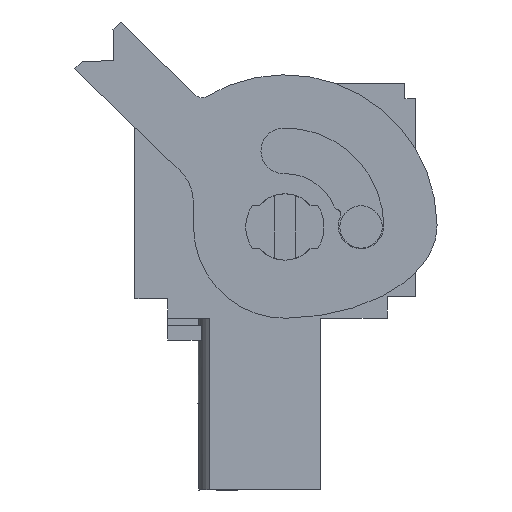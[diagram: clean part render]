
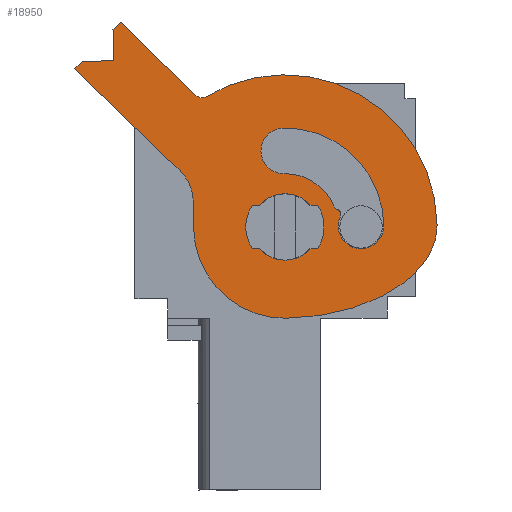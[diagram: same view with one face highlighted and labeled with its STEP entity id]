
A CAD part, left-side view. The second image highlights one B-rep face of the part: STEP entity #18950.
In plain terms, the highlighted planar face has unit normal (-1, 0, 0).
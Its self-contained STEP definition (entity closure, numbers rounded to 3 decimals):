
#18289=AXIS2_PLACEMENT_3D('Circle Axis2P3D',#18287,#18288,$) ;
#18492=AXIS2_PLACEMENT_3D('Circle Axis2P3D',#18490,#18491,$) ;
#18523=AXIS2_PLACEMENT_3D('Circle Axis2P3D',#18521,#18522,$) ;
#18676=AXIS2_PLACEMENT_3D('Circle Axis2P3D',#18674,#18675,$) ;
#18707=AXIS2_PLACEMENT_3D('Circle Axis2P3D',#18705,#18706,$) ;
#18731=AXIS2_PLACEMENT_3D('Circle Axis2P3D',#18729,#18730,$) ;
#18755=AXIS2_PLACEMENT_3D('Circle Axis2P3D',#18753,#18754,$) ;
#18779=AXIS2_PLACEMENT_3D('Circle Axis2P3D',#18777,#18778,$) ;
#18796=AXIS2_PLACEMENT_3D('Circle Axis2P3D',#18794,#18795,$) ;
#18813=AXIS2_PLACEMENT_3D('Circle Axis2P3D',#18811,#18812,$) ;
#18861=AXIS2_PLACEMENT_3D('Circle Axis2P3D',#18859,#18860,$) ;
#18917=AXIS2_PLACEMENT_3D('Plane Axis2P3D',#18914,#18915,#18916) ;
#18935=AXIS2_PLACEMENT_3D('Circle Axis2P3D',#18933,#18934,$) ;
#18284=CARTESIAN_POINT('Vertex',(0.5,6.999,13.625)) ;
#18287=CARTESIAN_POINT('Axis2P3D Location',(0.5,6.999,12.1)) ;
#18291=CARTESIAN_POINT('Vertex',(0.5,6.999,10.575)) ;
#18487=CARTESIAN_POINT('Vertex',(0.5,10.607,18.099)) ;
#18490=CARTESIAN_POINT('Axis2P3D Location',(0.5,6.999,12.1)) ;
#18494=CARTESIAN_POINT('Vertex',(0.5,0.,12.21)) ;
#18518=CARTESIAN_POINT('Vertex',(0.5,6.933,7.901)) ;
#18521=CARTESIAN_POINT('Axis2P3D Location',(0.5,6.999,12.1)) ;
#18525=CARTESIAN_POINT('Vertex',(0.5,11.198,12.034)) ;
#18549=CARTESIAN_POINT('Vertex',(0.5,16.66,19.374)) ;
#18552=CARTESIAN_POINT('Line Origine',(0.5,16.492,19.547)) ;
#18556=CARTESIAN_POINT('Vertex',(0.5,16.324,19.72)) ;
#18576=CARTESIAN_POINT('Line Origine',(0.5,15.605,19.732)) ;
#18580=CARTESIAN_POINT('Vertex',(0.5,14.886,19.743)) ;
#18600=CARTESIAN_POINT('Line Origine',(0.5,14.897,20.462)) ;
#18604=CARTESIAN_POINT('Vertex',(0.5,14.909,21.181)) ;
#18619=CARTESIAN_POINT('Line Origine',(0.5,14.741,21.355)) ;
#18623=CARTESIAN_POINT('Vertex',(0.5,14.573,21.528)) ;
#18643=CARTESIAN_POINT('Line Origine',(0.5,12.832,19.841)) ;
#18647=CARTESIAN_POINT('Vertex',(0.5,11.091,18.154)) ;
#18671=CARTESIAN_POINT('Vertex',(0.5,7.038,14.55)) ;
#18674=CARTESIAN_POINT('Axis2P3D Location',(0.5,6.999,12.1)) ;
#18678=CARTESIAN_POINT('Vertex',(0.5,4.727,13.018)) ;
#18702=CARTESIAN_POINT('Vertex',(0.5,4.583,12.897)) ;
#18705=CARTESIAN_POINT('Axis2P3D Location',(0.5,4.624,12.701)) ;
#18709=CARTESIAN_POINT('Vertex',(0.5,4.444,12.614)) ;
#18729=CARTESIAN_POINT('Axis2P3D Location',(0.5,4.542,13.093)) ;
#18750=CARTESIAN_POINT('Vertex',(0.5,7.071,16.649)) ;
#18753=CARTESIAN_POINT('Axis2P3D Location',(0.5,7.054,15.6)) ;
#18774=CARTESIAN_POINT('Vertex',(0.5,2.45,12.172)) ;
#18777=CARTESIAN_POINT('Axis2P3D Location',(0.5,6.999,12.1)) ;
#18794=CARTESIAN_POINT('Axis2P3D Location',(0.5,3.499,12.155)) ;
#18811=CARTESIAN_POINT('Axis2P3D Location',(0.5,10.813,18.442)) ;
#18832=CARTESIAN_POINT('Vertex',(0.5,11.826,14.689)) ;
#18835=CARTESIAN_POINT('Line Origine',(0.5,14.243,17.031)) ;
#18856=CARTESIAN_POINT('Vertex',(0.5,11.218,13.284)) ;
#18859=CARTESIAN_POINT('Axis2P3D Location',(0.5,13.218,13.253)) ;
#18876=CARTESIAN_POINT('Line Origine',(0.5,11.208,12.659)) ;
#18897=CARTESIAN_POINT('Control Point',(0.5,6.933,7.901)) ;
#18898=CARTESIAN_POINT('Control Point',(0.5,5.853,7.917)) ;
#18899=CARTESIAN_POINT('Control Point',(0.5,4.775,8.059)) ;
#18900=CARTESIAN_POINT('Control Point',(0.5,3.734,8.326)) ;
#18901=CARTESIAN_POINT('Control Point',(0.5,1.928,9.07)) ;
#18902=CARTESIAN_POINT('Control Point',(0.5,0.648,10.227)) ;
#18903=CARTESIAN_POINT('Control Point',(0.5,0.205,10.857)) ;
#18904=CARTESIAN_POINT('Control Point',(0.5,-0.011,11.535)) ;
#18905=CARTESIAN_POINT('Control Point',(0.5,0.,12.21)) ;
#18914=CARTESIAN_POINT('Axis2P3D Location',(0.5,8.399,24.2)) ;
#18933=CARTESIAN_POINT('Axis2P3D Location',(0.5,6.999,12.1)) ;
#18288=DIRECTION('Axis2P3D Direction',(-1.,0.,0.)) ;
#18491=DIRECTION('Axis2P3D Direction',(-1.,0.,0.)) ;
#18522=DIRECTION('Axis2P3D Direction',(-1.,0.,0.)) ;
#18553=DIRECTION('Vector Direction',(0.,-0.696,0.718)) ;
#18577=DIRECTION('Vector Direction',(0.,-1.,0.016)) ;
#18601=DIRECTION('Vector Direction',(0.,0.016,1.)) ;
#18620=DIRECTION('Vector Direction',(0.,-0.696,0.718)) ;
#18644=DIRECTION('Vector Direction',(0.,-0.718,-0.696)) ;
#18675=DIRECTION('Axis2P3D Direction',(-1.,0.,0.)) ;
#18706=DIRECTION('Axis2P3D Direction',(-1.,0.,0.)) ;
#18730=DIRECTION('Axis2P3D Direction',(-1.,0.,0.)) ;
#18754=DIRECTION('Axis2P3D Direction',(-1.,0.,0.)) ;
#18778=DIRECTION('Axis2P3D Direction',(-1.,0.,0.)) ;
#18795=DIRECTION('Axis2P3D Direction',(-1.,0.,0.)) ;
#18812=DIRECTION('Axis2P3D Direction',(-1.,0.,0.)) ;
#18836=DIRECTION('Vector Direction',(0.,-0.718,-0.696)) ;
#18860=DIRECTION('Axis2P3D Direction',(-1.,0.,0.)) ;
#18877=DIRECTION('Vector Direction',(0.,-0.016,-1.)) ;
#18915=DIRECTION('Axis2P3D Direction',(1.,0.,0.)) ;
#18916=DIRECTION('Axis2P3D XDirection',(0.,0.,-1.)) ;
#18934=DIRECTION('Axis2P3D Direction',(1.,0.,0.)) ;
#18554=VECTOR('Line Direction',#18553,1.) ;
#18578=VECTOR('Line Direction',#18577,1.) ;
#18602=VECTOR('Line Direction',#18601,1.) ;
#18621=VECTOR('Line Direction',#18620,1.) ;
#18645=VECTOR('Line Direction',#18644,1.) ;
#18837=VECTOR('Line Direction',#18836,1.) ;
#18878=VECTOR('Line Direction',#18877,1.) ;
#18920=ORIENTED_EDGE('',*,*,#18906,.T.) ;
#18921=ORIENTED_EDGE('',*,*,#18496,.F.) ;
#18922=ORIENTED_EDGE('',*,*,#18815,.T.) ;
#18923=ORIENTED_EDGE('',*,*,#18649,.F.) ;
#18924=ORIENTED_EDGE('',*,*,#18625,.F.) ;
#18925=ORIENTED_EDGE('',*,*,#18606,.F.) ;
#18926=ORIENTED_EDGE('',*,*,#18582,.F.) ;
#18927=ORIENTED_EDGE('',*,*,#18558,.F.) ;
#18928=ORIENTED_EDGE('',*,*,#18839,.T.) ;
#18929=ORIENTED_EDGE('',*,*,#18863,.T.) ;
#18930=ORIENTED_EDGE('',*,*,#18880,.T.) ;
#18931=ORIENTED_EDGE('',*,*,#18527,.F.) ;
#18939=ORIENTED_EDGE('',*,*,#18937,.T.) ;
#18940=ORIENTED_EDGE('',*,*,#18293,.T.) ;
#18943=ORIENTED_EDGE('',*,*,#18781,.T.) ;
#18944=ORIENTED_EDGE('',*,*,#18798,.T.) ;
#18945=ORIENTED_EDGE('',*,*,#18711,.F.) ;
#18946=ORIENTED_EDGE('',*,*,#18733,.T.) ;
#18947=ORIENTED_EDGE('',*,*,#18680,.F.) ;
#18948=ORIENTED_EDGE('',*,*,#18757,.T.) ;
#18941=FACE_BOUND('',#18938,.T.) ;
#18949=FACE_BOUND('',#18942,.T.) ;
#18950=ADVANCED_FACE('L\X2\00F6\X0\sehebel.2',(#18932,#18941,#18949),#18918,.F.) ;
#18896=B_SPLINE_CURVE_WITH_KNOTS('',5,(#18897,#18898,#18899,#18900,#18901,#18902,#18903,#18904,#18905),.UNSPECIFIED.,.F.,.U.,(6,3,6),(0.,8.296,15.673),.UNSPECIFIED.) ;
#18290=CIRCLE('generated circle',#18289,1.525) ;
#18493=CIRCLE('generated circle',#18492,7.) ;
#18524=CIRCLE('generated circle',#18523,4.2) ;
#18677=CIRCLE('generated circle',#18676,2.45) ;
#18708=CIRCLE('generated circle',#18707,0.2) ;
#18732=CIRCLE('generated circle',#18731,0.2) ;
#18756=CIRCLE('generated circle',#18755,1.05) ;
#18780=CIRCLE('generated circle',#18779,4.55) ;
#18797=CIRCLE('generated circle',#18796,1.05) ;
#18814=CIRCLE('generated circle',#18813,0.4) ;
#18862=CIRCLE('generated circle',#18861,2.) ;
#18936=CIRCLE('generated circle',#18935,1.525) ;
#18293=EDGE_CURVE('',#18292,#18285,#18290,.F.) ;
#18496=EDGE_CURVE('',#18488,#18495,#18493,.F.) ;
#18527=EDGE_CURVE('',#18519,#18526,#18524,.F.) ;
#18558=EDGE_CURVE('',#18550,#18557,#18555,.T.) ;
#18582=EDGE_CURVE('',#18557,#18581,#18579,.T.) ;
#18606=EDGE_CURVE('',#18581,#18605,#18603,.T.) ;
#18625=EDGE_CURVE('',#18605,#18624,#18622,.T.) ;
#18649=EDGE_CURVE('',#18624,#18648,#18646,.T.) ;
#18680=EDGE_CURVE('',#18672,#18679,#18677,.F.) ;
#18711=EDGE_CURVE('',#18703,#18710,#18708,.F.) ;
#18733=EDGE_CURVE('',#18703,#18679,#18732,.F.) ;
#18757=EDGE_CURVE('',#18672,#18751,#18756,.F.) ;
#18781=EDGE_CURVE('',#18751,#18775,#18780,.F.) ;
#18798=EDGE_CURVE('',#18775,#18710,#18797,.F.) ;
#18815=EDGE_CURVE('',#18488,#18648,#18814,.F.) ;
#18839=EDGE_CURVE('',#18550,#18833,#18838,.T.) ;
#18863=EDGE_CURVE('',#18833,#18857,#18862,.F.) ;
#18880=EDGE_CURVE('',#18857,#18526,#18879,.T.) ;
#18906=EDGE_CURVE('',#18519,#18495,#18896,.T.) ;
#18937=EDGE_CURVE('',#18285,#18292,#18936,.T.) ;
#18919=EDGE_LOOP('',(#18920,#18921,#18922,#18923,#18924,#18925,#18926,#18927,#18928,#18929,#18930,#18931)) ;
#18938=EDGE_LOOP('',(#18939,#18940)) ;
#18942=EDGE_LOOP('',(#18943,#18944,#18945,#18946,#18947,#18948)) ;
#18932=FACE_OUTER_BOUND('',#18919,.T.) ;
#18555=LINE('Line',#18552,#18554) ;
#18579=LINE('Line',#18576,#18578) ;
#18603=LINE('Line',#18600,#18602) ;
#18622=LINE('Line',#18619,#18621) ;
#18646=LINE('Line',#18643,#18645) ;
#18838=LINE('Line',#18835,#18837) ;
#18879=LINE('Line',#18876,#18878) ;
#18918=PLANE('',#18917) ;
#18285=VERTEX_POINT('',#18284) ;
#18292=VERTEX_POINT('',#18291) ;
#18488=VERTEX_POINT('',#18487) ;
#18495=VERTEX_POINT('',#18494) ;
#18519=VERTEX_POINT('',#18518) ;
#18526=VERTEX_POINT('',#18525) ;
#18550=VERTEX_POINT('',#18549) ;
#18557=VERTEX_POINT('',#18556) ;
#18581=VERTEX_POINT('',#18580) ;
#18605=VERTEX_POINT('',#18604) ;
#18624=VERTEX_POINT('',#18623) ;
#18648=VERTEX_POINT('',#18647) ;
#18672=VERTEX_POINT('',#18671) ;
#18679=VERTEX_POINT('',#18678) ;
#18703=VERTEX_POINT('',#18702) ;
#18710=VERTEX_POINT('',#18709) ;
#18751=VERTEX_POINT('',#18750) ;
#18775=VERTEX_POINT('',#18774) ;
#18833=VERTEX_POINT('',#18832) ;
#18857=VERTEX_POINT('',#18856) ;
